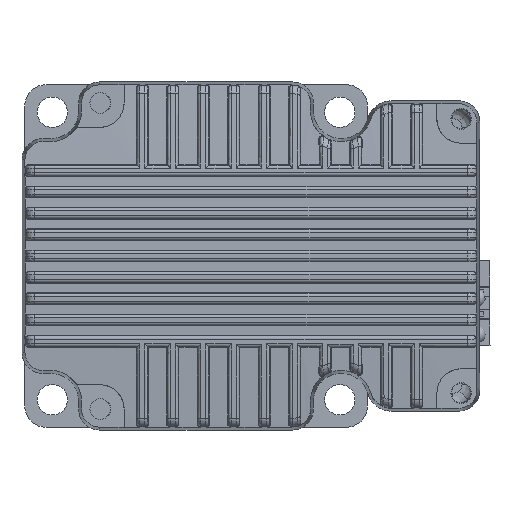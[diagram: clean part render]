
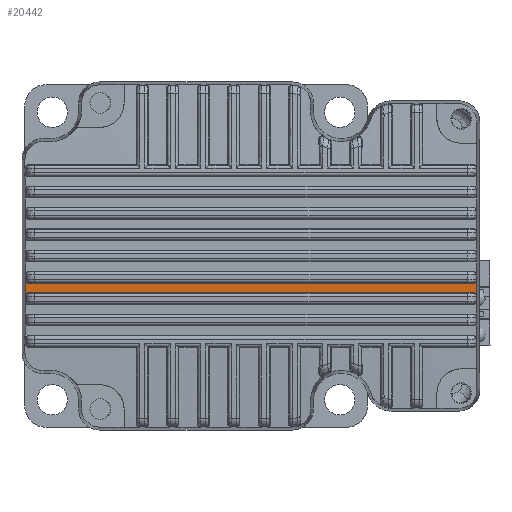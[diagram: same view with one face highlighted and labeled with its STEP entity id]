
A CAD part, front view. The second image highlights one B-rep face of the part: STEP entity #20442.
In plain terms, the highlighted cylindrical face has radius 272.359 mm (diameter 544.717 mm), a partial arc.
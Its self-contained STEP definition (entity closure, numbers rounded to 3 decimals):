
#135 = CARTESIAN_POINT ( 'NONE',  ( 56.648, -108.083, 55.487 ) ) ;
#1348 = B_SPLINE_CURVE_WITH_KNOTS ( 'NONE', 3,
 ( #3569, #27848, #21449, #12549, #25025, #21703 ),
 .UNSPECIFIED., .F., .F.,
 ( 4, 2, 4 ),
 ( 0., 0., 0.001 ),
 .UNSPECIFIED. ) ;
#1475 = CARTESIAN_POINT ( 'NONE',  ( 56.886, -108.122, 57.6 ) ) ;
#1838 =( BOUNDED_CURVE ( )  B_SPLINE_CURVE ( 3, ( #28432, #12725, #25202, #22401 ),
 .UNSPECIFIED., .F., .T. ) 
 B_SPLINE_CURVE_WITH_KNOTS ( ( 4, 4 ),
 ( 0.015, 0.024 ),
 .UNSPECIFIED. ) 
 CURVE ( )  GEOMETRIC_REPRESENTATION_ITEM ( )  RATIONAL_B_SPLINE_CURVE ( ( 1., 1., 1., 1. ) ) 
 REPRESENTATION_ITEM ( '' )  );
#3078 = VERTEX_POINT ( 'NONE', #33598 ) ;
#3495 = CARTESIAN_POINT ( 'NONE',  ( -17.211, -108.11, 56.747 ) ) ;
#3569 = CARTESIAN_POINT ( 'NONE',  ( -17.212, -108.073, 55.042 ) ) ;
#3832 = CARTESIAN_POINT ( 'NONE',  ( 56.386, -108.114, 57.1 ) ) ;
#4915 = AXIS2_PLACEMENT_3D ( 'NONE', #7324, #10250, #37810 ) ;
#5832 = CARTESIAN_POINT ( 'NONE',  ( -16.843, -108.114, 57.1 ) ) ;
#6047 = CARTESIAN_POINT ( 'NONE',  ( 56.886, -108.073, 55.042 ) ) ;
#6191 = CARTESIAN_POINT ( 'NONE',  ( 56.386, -108.084, 55.541 ) ) ;
#6312 = B_SPLINE_CURVE_WITH_KNOTS ( 'NONE', 3,
 ( #11855, #5832, #27144, #21398, #39803, #33506 ),
 .UNSPECIFIED., .F., .F.,
 ( 4, 2, 4 ),
 ( 0., 0., 0.001 ),
 .UNSPECIFIED. ) ;
#7039 = DIRECTION ( 'NONE',  ( -1., 0., 0. ) ) ;
#7324 = CARTESIAN_POINT ( 'NONE',  ( 184.931, 164.208, 61.57 ) ) ;
#9821 = CARTESIAN_POINT ( 'NONE',  ( 184.931, -108.114, 57.1 ) ) ;
#9971 = EDGE_CURVE ( 'NONE', #24008, #20489, #27451, .T. ) ;
#10250 = DIRECTION ( 'NONE',  ( -1., 0., 0. ) ) ;
#11196 = EDGE_CURVE ( 'NONE', #20489, #3078, #14025, .T. ) ;
#11574 = LINE ( 'NONE', #29908, #30298 ) ;
#11855 = CARTESIAN_POINT ( 'NONE',  ( -16.711, -108.114, 57.1 ) ) ;
#12271 = ORIENTED_EDGE ( 'NONE', *, *, #22116, .T. ) ;
#12303 = ORIENTED_EDGE ( 'NONE', *, *, #13497, .F. ) ;
#12549 = CARTESIAN_POINT ( 'NONE',  ( -16.973, -108.083, 55.487 ) ) ;
#12725 = CARTESIAN_POINT ( 'NONE',  ( 56.886, -108.11, 56.747 ) ) ;
#13497 = EDGE_CURVE ( 'NONE', #19377, #22543, #38568, .T. ) ;
#13571 = VECTOR ( 'NONE', #7039, 1000. ) ;
#14025 = LINE ( 'NONE', #9821, #13571 ) ;
#17195 = DIRECTION ( 'NONE',  ( 1., 0., 0. ) ) ;
#18458 = CARTESIAN_POINT ( 'NONE',  ( 56.886, -108.12, 57.468 ) ) ;
#18519 = VERTEX_POINT ( 'NONE', #23207 ) ;
#19377 = VERTEX_POINT ( 'NONE', #22199 ) ;
#20442 = ADVANCED_FACE ( 'NONE', ( #26268 ), #32544, .T. ) ;
#20489 = VERTEX_POINT ( 'NONE', #3832 ) ;
#21398 = CARTESIAN_POINT ( 'NONE',  ( -17.157, -108.118, 57.339 ) ) ;
#21449 = CARTESIAN_POINT ( 'NONE',  ( -17.158, -108.079, 55.303 ) ) ;
#21703 = CARTESIAN_POINT ( 'NONE',  ( -16.712, -108.084, 55.541 ) ) ;
#21795 = ORIENTED_EDGE ( 'NONE', *, *, #9971, .T. ) ;
#21804 = VERTEX_POINT ( 'NONE', #24642 ) ;
#22116 = EDGE_CURVE ( 'NONE', #3078, #22543, #6312, .T. ) ;
#22199 = CARTESIAN_POINT ( 'NONE',  ( -17.212, -108.073, 55.042 ) ) ;
#22309 = ORIENTED_EDGE ( 'NONE', *, *, #39344, .F. ) ;
#22401 = CARTESIAN_POINT ( 'NONE',  ( 56.886, -108.073, 55.042 ) ) ;
#22543 = VERTEX_POINT ( 'NONE', #34458 ) ;
#22599 = B_SPLINE_CURVE_WITH_KNOTS ( 'NONE', 3,
 ( #6047, #33311, #30618, #135, #36810, #6191 ),
 .UNSPECIFIED., .F., .F.,
 ( 4, 2, 4 ),
 ( 0., 0., 0.001 ),
 .UNSPECIFIED. ) ;
#23207 = CARTESIAN_POINT ( 'NONE',  ( -16.712, -108.084, 55.541 ) ) ;
#24008 = VERTEX_POINT ( 'NONE', #1475 ) ;
#24355 = CARTESIAN_POINT ( 'NONE',  ( 56.518, -108.114, 57.1 ) ) ;
#24642 = CARTESIAN_POINT ( 'NONE',  ( 56.386, -108.084, 55.541 ) ) ;
#24955 = CARTESIAN_POINT ( 'NONE',  ( -17.211, -108.122, 57.6 ) ) ;
#25025 = CARTESIAN_POINT ( 'NONE',  ( -16.844, -108.084, 55.541 ) ) ;
#25081 = CARTESIAN_POINT ( 'NONE',  ( -17.212, -108.073, 55.042 ) ) ;
#25202 = CARTESIAN_POINT ( 'NONE',  ( 56.886, -108.093, 55.894 ) ) ;
#26268 = FACE_OUTER_BOUND ( 'NONE', #32504, .T. ) ;
#27144 = CARTESIAN_POINT ( 'NONE',  ( -16.972, -108.115, 57.154 ) ) ;
#27209 = EDGE_CURVE ( 'NONE', #24008, #32182, #1838, .T. ) ;
#27289 = CARTESIAN_POINT ( 'NONE',  ( 56.886, -108.122, 57.6 ) ) ;
#27418 = CARTESIAN_POINT ( 'NONE',  ( 56.386, -108.114, 57.1 ) ) ;
#27451 = B_SPLINE_CURVE_WITH_KNOTS ( 'NONE', 3,
 ( #27289, #18458, #36605, #36882, #24355, #27418 ),
 .UNSPECIFIED., .F., .F.,
 ( 4, 2, 4 ),
 ( 0., 0., 0.001 ),
 .UNSPECIFIED. ) ;
#27530 = EDGE_CURVE ( 'NONE', #19377, #18519, #1348, .T. ) ;
#27848 = CARTESIAN_POINT ( 'NONE',  ( -17.212, -108.076, 55.174 ) ) ;
#28432 = CARTESIAN_POINT ( 'NONE',  ( 56.886, -108.122, 57.6 ) ) ;
#29264 = EDGE_CURVE ( 'NONE', #18519, #21804, #11574, .T. ) ;
#29908 = CARTESIAN_POINT ( 'NONE',  ( 184.931, -108.084, 55.541 ) ) ;
#30298 = VECTOR ( 'NONE', #17195, 1000. ) ;
#30618 = CARTESIAN_POINT ( 'NONE',  ( 56.832, -108.079, 55.303 ) ) ;
#31970 = ORIENTED_EDGE ( 'NONE', *, *, #11196, .T. ) ;
#32147 = ORIENTED_EDGE ( 'NONE', *, *, #27530, .T. ) ;
#32182 = VERTEX_POINT ( 'NONE', #35649 ) ;
#32184 = ORIENTED_EDGE ( 'NONE', *, *, #29264, .T. ) ;
#32504 = EDGE_LOOP ( 'NONE', ( #12303, #32147, #32184, #22309, #33119, #21795, #31970, #12271 ) ) ;
#32544 = CYLINDRICAL_SURFACE ( 'NONE', #4915, 272.359 ) ;
#33119 = ORIENTED_EDGE ( 'NONE', *, *, #27209, .F. ) ;
#33311 = CARTESIAN_POINT ( 'NONE',  ( 56.886, -108.076, 55.174 ) ) ;
#33506 = CARTESIAN_POINT ( 'NONE',  ( -17.211, -108.122, 57.6 ) ) ;
#33598 = CARTESIAN_POINT ( 'NONE',  ( -16.711, -108.114, 57.1 ) ) ;
#34384 = CARTESIAN_POINT ( 'NONE',  ( -17.211, -108.093, 55.894 ) ) ;
#34458 = CARTESIAN_POINT ( 'NONE',  ( -17.211, -108.122, 57.6 ) ) ;
#35649 = CARTESIAN_POINT ( 'NONE',  ( 56.886, -108.073, 55.042 ) ) ;
#36605 = CARTESIAN_POINT ( 'NONE',  ( 56.831, -108.118, 57.339 ) ) ;
#36810 = CARTESIAN_POINT ( 'NONE',  ( 56.518, -108.084, 55.541 ) ) ;
#36882 = CARTESIAN_POINT ( 'NONE',  ( 56.647, -108.115, 57.154 ) ) ;
#37810 = DIRECTION ( 'NONE',  ( 0., 0., 1. ) ) ;
#38568 =( BOUNDED_CURVE ( )  B_SPLINE_CURVE ( 3, ( #25081, #34384, #3495, #24955 ),
 .UNSPECIFIED., .F., .T. ) 
 B_SPLINE_CURVE_WITH_KNOTS ( ( 4, 4 ),
 ( 3.118, 3.127 ),
 .UNSPECIFIED. ) 
 CURVE ( )  GEOMETRIC_REPRESENTATION_ITEM ( )  RATIONAL_B_SPLINE_CURVE ( ( 1., 1., 1., 1. ) ) 
 REPRESENTATION_ITEM ( '' )  );
#39344 = EDGE_CURVE ( 'NONE', #32182, #21804, #22599, .T. ) ;
#39803 = CARTESIAN_POINT ( 'NONE',  ( -17.211, -108.12, 57.468 ) ) ;
